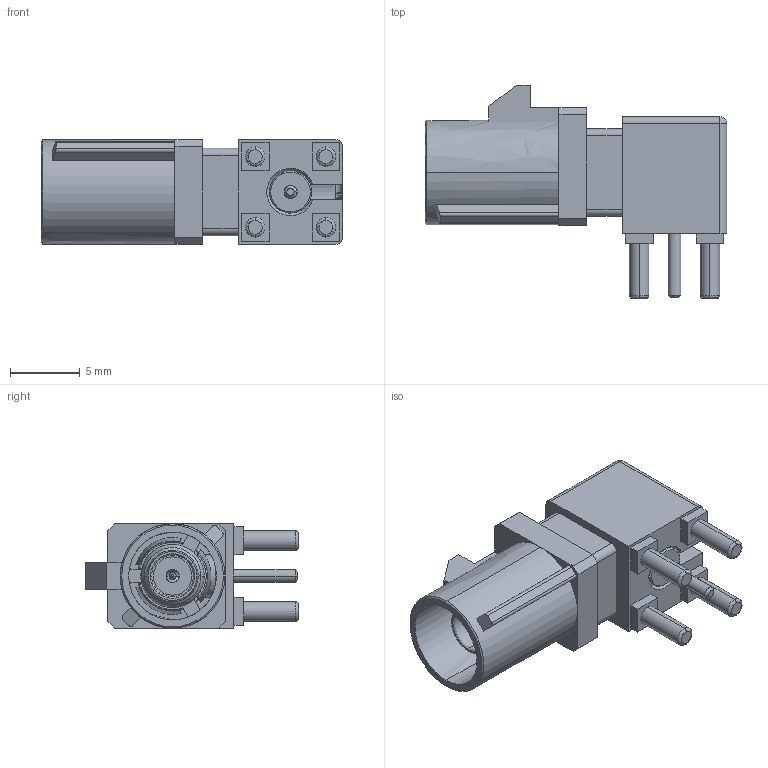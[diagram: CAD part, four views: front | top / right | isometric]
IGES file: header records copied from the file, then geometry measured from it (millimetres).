
Start section:  PTC IGES file: 2FA1-NCRP-PCB-6.igs
Global section: file name: 2FA1-NCRP-PCB-6.igs; native system: Pro/ENGINEER by Parametric Technology Corporation; preprocessor: 2010280; author: rajavijayans; organization: Unknown; date: 20120911.105922; units: millimetre
Bounding box: 21.65 x 15.29 x 7.5 mm (x, y, z)
Surface area: 1495.4 mm2 (no closed solid volume)
Topology: 0 solids, 0 shells, 162 faces, 1030 edges, 1030 vertices
Faces by surface type: revolution 84, bspline 78
